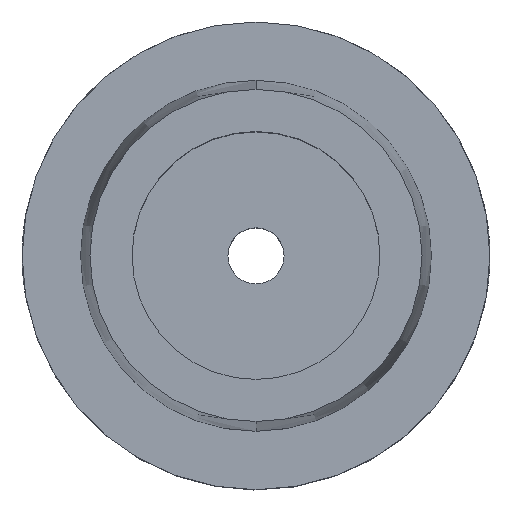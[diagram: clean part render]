
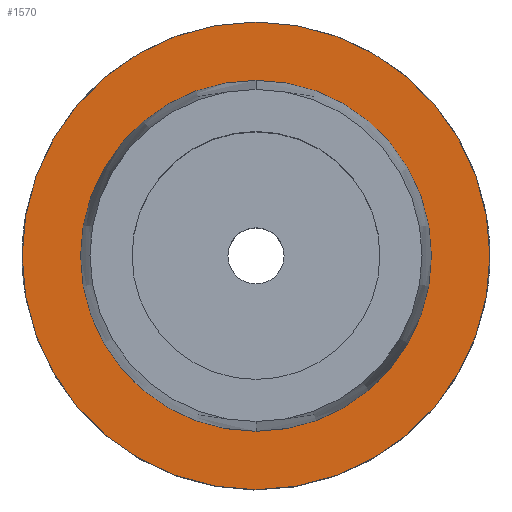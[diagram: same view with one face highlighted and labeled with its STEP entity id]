
A CAD part, top view. The second image highlights one B-rep face of the part: STEP entity #1570.
In plain terms, the highlighted planar face has unit normal (0, 0, 1).
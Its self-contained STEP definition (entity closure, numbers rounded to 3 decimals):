
#211=CARTESIAN_POINT('',(0.,0.,0.));
#212=DIRECTION('',(0.,0.,-1.));
#213=DIRECTION('',(0.,1.,0.));
#214=AXIS2_PLACEMENT_3D('',#211,#212,#213);
#233=CARTESIAN_POINT('',(0.,0.,0.));
#234=DIRECTION('',(0.,0.,1.));
#235=DIRECTION('',(0.,1.,0.));
#236=AXIS2_PLACEMENT_3D('',#233,#234,#235);
#241=CARTESIAN_POINT('',(0.,0.,0.));
#242=DIRECTION('',(0.,0.,-1.));
#243=DIRECTION('',(0.,1.,0.));
#244=AXIS2_PLACEMENT_3D('',#241,#242,#243);
#249=CARTESIAN_POINT('',(0.,0.,0.));
#250=DIRECTION('',(0.,0.,1.));
#251=DIRECTION('',(0.,1.,0.));
#252=AXIS2_PLACEMENT_3D('',#249,#250,#251);
#1190=CARTESIAN_POINT('',(0.,50.,0.));
#1192=VERTEX_POINT('',#1190);
#1193=CARTESIAN_POINT('',(0.,37.505,0.));
#1195=VERTEX_POINT('',#1193);
#1198=CARTESIAN_POINT('',(0.,-50.,0.));
#1200=VERTEX_POINT('',#1198);
#1201=CARTESIAN_POINT('',(0.,-37.505,0.));
#1203=VERTEX_POINT('',#1201);
#1555=CARTESIAN_POINT('',(0.,0.,0.));
#1556=DIRECTION('',(0.,0.,-1.));
#1557=DIRECTION('',(0.,-1.,0.));
#1558=AXIS2_PLACEMENT_3D('',#1555,#1556,#1557);
#1559=PLANE('',#1558);
#1561=ORIENTED_EDGE('',*,*,#1560,.T.);
#1563=ORIENTED_EDGE('',*,*,#1562,.F.);
#1564=EDGE_LOOP('',(#1561,#1563));
#1565=FACE_OUTER_BOUND('',#1564,.F.);
#1566=ORIENTED_EDGE('',*,*,#1550,.T.);
#1567=ORIENTED_EDGE('',*,*,#1534,.F.);
#1568=EDGE_LOOP('',(#1566,#1567));
#1569=FACE_BOUND('',#1568,.F.);
#215=CIRCLE('',#214,37.505);
#237=CIRCLE('',#236,37.505);
#245=CIRCLE('',#244,50.);
#253=CIRCLE('',#252,50.);
#1534=EDGE_CURVE('',#1195,#1203,#215,.T.);
#1550=EDGE_CURVE('',#1195,#1203,#237,.T.);
#1560=EDGE_CURVE('',#1192,#1200,#245,.T.);
#1562=EDGE_CURVE('',#1192,#1200,#253,.T.);
#1570=ADVANCED_FACE('',(#1565,#1569),#1559,.F.);
